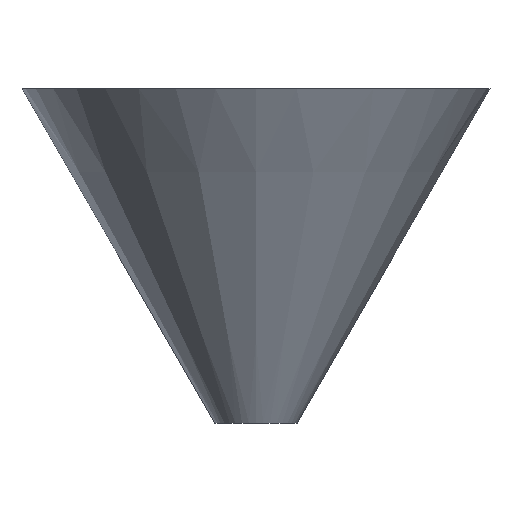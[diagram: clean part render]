
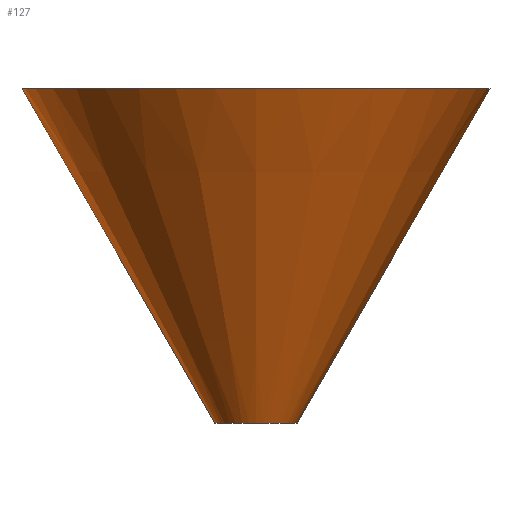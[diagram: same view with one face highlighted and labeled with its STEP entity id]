
A CAD part, front view. The second image highlights one B-rep face of the part: STEP entity #127.
In plain terms, the highlighted conical face has half-angle 30 degrees and reference radius 42 mm.
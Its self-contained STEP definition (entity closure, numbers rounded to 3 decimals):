
#3 = VECTOR ( 'NONE', #186, 1000. ) ;
#23 = CARTESIAN_POINT ( 'NONE',  ( 7.359, 0., -60. ) ) ;
#35 = VECTOR ( 'NONE', #88, 1000. ) ;
#37 = CARTESIAN_POINT ( 'NONE',  ( 0., 0., -60. ) ) ;
#39 = CARTESIAN_POINT ( 'NONE',  ( 42., 0., 0. ) ) ;
#47 = CARTESIAN_POINT ( 'NONE',  ( 0., 0., 0. ) ) ;
#52 = LINE ( 'NONE', #200, #35 ) ;
#54 = ORIENTED_EDGE ( 'NONE', *, *, #138, .F. ) ;
#64 = FACE_OUTER_BOUND ( 'NONE', #139, .T. ) ;
#66 = DIRECTION ( 'NONE',  ( 0., 0., 1. ) ) ;
#68 = CARTESIAN_POINT ( 'NONE',  ( -42., 0., 0. ) ) ;
#79 = AXIS2_PLACEMENT_3D ( 'NONE', #47, #66, #132 ) ;
#81 = CARTESIAN_POINT ( 'NONE',  ( -7.359, 0., -60. ) ) ;
#88 = DIRECTION ( 'NONE',  ( -0.5, 0., 0.866 ) ) ;
#101 = DIRECTION ( 'NONE',  ( 0., 0., 1. ) ) ;
#107 = VERTEX_POINT ( 'NONE', #81 ) ;
#109 = DIRECTION ( 'NONE',  ( 1., 0., 0. ) ) ;
#119 = LINE ( 'NONE', #39, #3 ) ;
#125 = ORIENTED_EDGE ( 'NONE', *, *, #188, .F. ) ;
#127 = ADVANCED_FACE ( 'NONE', ( #64 ), #215, .T. ) ;
#129 = AXIS2_PLACEMENT_3D ( 'NONE', #37, #101, #109 ) ;
#131 = CARTESIAN_POINT ( 'NONE',  ( 0., 0., 0. ) ) ;
#132 = DIRECTION ( 'NONE',  ( 1., 0., 0. ) ) ;
#138 = EDGE_CURVE ( 'NONE', #170, #192, #176, .T. ) ;
#139 = EDGE_LOOP ( 'NONE', ( #125, #208, #191, #54 ) ) ;
#143 = VERTEX_POINT ( 'NONE', #23 ) ;
#144 = EDGE_CURVE ( 'NONE', #143, #192, #119, .T. ) ;
#147 = DIRECTION ( 'NONE',  ( 0., 0., 1. ) ) ;
#161 = EDGE_CURVE ( 'NONE', #107, #143, #193, .T. ) ;
#162 = AXIS2_PLACEMENT_3D ( 'NONE', #131, #147, #195 ) ;
#170 = VERTEX_POINT ( 'NONE', #68 ) ;
#176 = CIRCLE ( 'NONE', #79, 42. ) ;
#186 = DIRECTION ( 'NONE',  ( 0.5, 0., 0.866 ) ) ;
#188 = EDGE_CURVE ( 'NONE', #107, #170, #52, .T. ) ;
#191 = ORIENTED_EDGE ( 'NONE', *, *, #144, .T. ) ;
#192 = VERTEX_POINT ( 'NONE', #202 ) ;
#193 = CIRCLE ( 'NONE', #129, 7.359 ) ;
#195 = DIRECTION ( 'NONE',  ( 1., 0., 0. ) ) ;
#200 = CARTESIAN_POINT ( 'NONE',  ( -42., 0., 0. ) ) ;
#202 = CARTESIAN_POINT ( 'NONE',  ( 42., 0., 0. ) ) ;
#208 = ORIENTED_EDGE ( 'NONE', *, *, #161, .T. ) ;
#215 = CONICAL_SURFACE ( 'NONE', #162, 42., 0.524 ) ;
